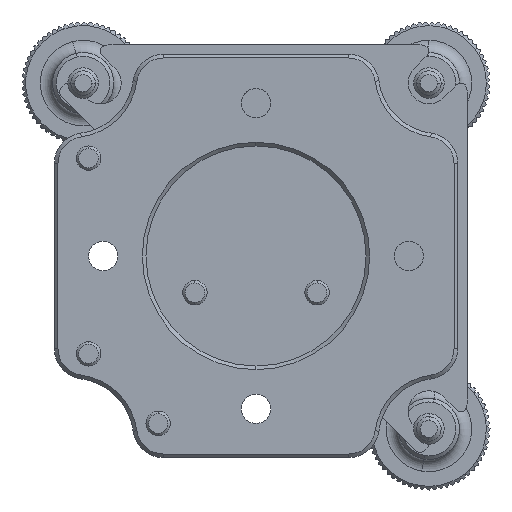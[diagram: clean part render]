
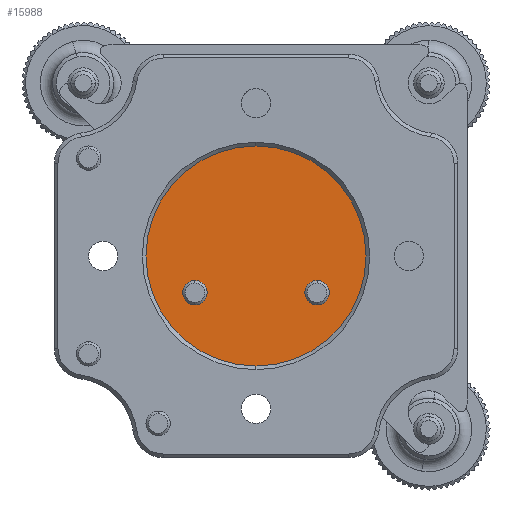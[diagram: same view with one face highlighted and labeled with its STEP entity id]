
A CAD part, front view. The second image highlights one B-rep face of the part: STEP entity #15988.
In plain terms, the highlighted planar face has unit normal (0, -1, 0).
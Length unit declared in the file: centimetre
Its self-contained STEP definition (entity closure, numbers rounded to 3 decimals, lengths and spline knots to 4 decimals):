
#493 = CIRCLE ( 'NONE', #500, 0.1 ) ;
#500 = AXIS2_PLACEMENT_3D ( 'NONE', #543, #528, #527 ) ;
#525 = CARTESIAN_POINT ( 'NONE',  ( -1.9705, 2.8093, -1.3677 ) ) ;
#527 = DIRECTION ( 'NONE',  ( 0., 0., -1. ) ) ;
#528 = DIRECTION ( 'NONE',  ( 0., 1., 0. ) ) ;
#543 = CARTESIAN_POINT ( 'NONE',  ( -2.4705, 2.8093, -0.7677 ) ) ;
#544 = CARTESIAN_POINT ( 'NONE',  ( -2.4705, 2.8093, -0.6677 ) ) ;
#603 = CARTESIAN_POINT ( 'NONE',  ( -2.4705, 2.8093, -0.8677 ) ) ;
#698 = FACE_BOUND ( 'NONE', #16237, .T. ) ;
#699 = FACE_BOUND ( 'NONE', #16177, .T. ) ;
#704 = CARTESIAN_POINT ( 'NONE',  ( -1.9705, 2.8093, -0.4677 ) ) ;
#708 = AXIS2_PLACEMENT_3D ( 'NONE', #704, #753, #752 ) ;
#709 = PLANE ( 'NONE',  #708 ) ;
#712 = FACE_OUTER_BOUND ( 'NONE', #15972, .T. ) ;
#714 = DIRECTION ( 'NONE',  ( 0., 0., -1. ) ) ;
#715 = DIRECTION ( 'NONE',  ( 0., 1., 0. ) ) ;
#716 = CARTESIAN_POINT ( 'NONE',  ( -2.4705, 2.8093, -0.7677 ) ) ;
#717 = AXIS2_PLACEMENT_3D ( 'NONE', #716, #715, #714 ) ;
#718 = CIRCLE ( 'NONE', #717, 0.1 ) ;
#752 = DIRECTION ( 'NONE',  ( 0., 0., 1. ) ) ;
#753 = DIRECTION ( 'NONE',  ( 0., -1., 0. ) ) ;
#1055 = AXIS2_PLACEMENT_3D ( 'NONE', #1093, #1092, #1091 ) ;
#1091 = DIRECTION ( 'NONE',  ( 0., 0., 1. ) ) ;
#1092 = DIRECTION ( 'NONE',  ( 0., 1., 0. ) ) ;
#1093 = CARTESIAN_POINT ( 'NONE',  ( -1.9705, 2.8093, -0.4677 ) ) ;
#1094 = CIRCLE ( 'NONE', #1055, 0.9 ) ;
#1131 = DIRECTION ( 'NONE',  ( 0., 0., -1. ) ) ;
#1132 = DIRECTION ( 'NONE',  ( 0., 1., 0. ) ) ;
#1133 = CARTESIAN_POINT ( 'NONE',  ( -1.4705, 2.8093, -0.7677 ) ) ;
#1134 = CIRCLE ( 'NONE', #1142, 0.1 ) ;
#1142 = AXIS2_PLACEMENT_3D ( 'NONE', #1133, #1132, #1131 ) ;
#15389 = VERTEX_POINT ( 'NONE', #23540 ) ;
#15507 = EDGE_CURVE ( 'NONE', #15574, #15389, #23645, .T. ) ;
#15574 = VERTEX_POINT ( 'NONE', #24525 ) ;
#15664 = VERTEX_POINT ( 'NONE', #24714 ) ;
#15674 = EDGE_CURVE ( 'NONE', #15885, #15664, #24749, .T. ) ;
#15872 = VERTEX_POINT ( 'NONE', #544 ) ;
#15876 = EDGE_CURVE ( 'NONE', #15918, #15872, #493, .T. ) ;
#15885 = VERTEX_POINT ( 'NONE', #525 ) ;
#15918 = VERTEX_POINT ( 'NONE', #603 ) ;
#15971 = EDGE_CURVE ( 'NONE', #15872, #15918, #718, .T. ) ;
#15972 = EDGE_LOOP ( 'NONE', ( #15973, #16234 ) ) ;
#15973 = ORIENTED_EDGE ( 'NONE', *, *, #15674, .F. ) ;
#15987 = ORIENTED_EDGE ( 'NONE', *, *, #15876, .T. ) ;
#15988 = ADVANCED_FACE ( 'NONE', ( #699, #712, #698 ), #709, .T. ) ;
#16174 = ORIENTED_EDGE ( 'NONE', *, *, #15971, .T. ) ;
#16176 = EDGE_CURVE ( 'NONE', #15664, #15885, #1094, .T. ) ;
#16177 = EDGE_LOOP ( 'NONE', ( #16174, #15987 ) ) ;
#16234 = ORIENTED_EDGE ( 'NONE', *, *, #16176, .F. ) ;
#16235 = EDGE_CURVE ( 'NONE', #15389, #15574, #1134, .T. ) ;
#16237 = EDGE_LOOP ( 'NONE', ( #16278, #16277 ) ) ;
#16277 = ORIENTED_EDGE ( 'NONE', *, *, #15507, .T. ) ;
#16278 = ORIENTED_EDGE ( 'NONE', *, *, #16235, .T. ) ;
#23540 = CARTESIAN_POINT ( 'NONE',  ( -1.4705, 2.8093, -0.6677 ) ) ;
#23608 = CARTESIAN_POINT ( 'NONE',  ( -1.4705, 2.8093, -0.7677 ) ) ;
#23610 = AXIS2_PLACEMENT_3D ( 'NONE', #23608, #23644, #23643 ) ;
#23643 = DIRECTION ( 'NONE',  ( 0., 0., -1. ) ) ;
#23644 = DIRECTION ( 'NONE',  ( 0., 1., 0. ) ) ;
#23645 = CIRCLE ( 'NONE', #23610, 0.1 ) ;
#24525 = CARTESIAN_POINT ( 'NONE',  ( -1.4705, 2.8093, -0.8677 ) ) ;
#24692 = AXIS2_PLACEMENT_3D ( 'NONE', #24748, #24747, #24746 ) ;
#24714 = CARTESIAN_POINT ( 'NONE',  ( -1.9705, 2.8093, 0.4323 ) ) ;
#24746 = DIRECTION ( 'NONE',  ( 0., 0., 1. ) ) ;
#24747 = DIRECTION ( 'NONE',  ( 0., 1., 0. ) ) ;
#24748 = CARTESIAN_POINT ( 'NONE',  ( -1.9705, 2.8093, -0.4677 ) ) ;
#24749 = CIRCLE ( 'NONE', #24692, 0.9 ) ;
